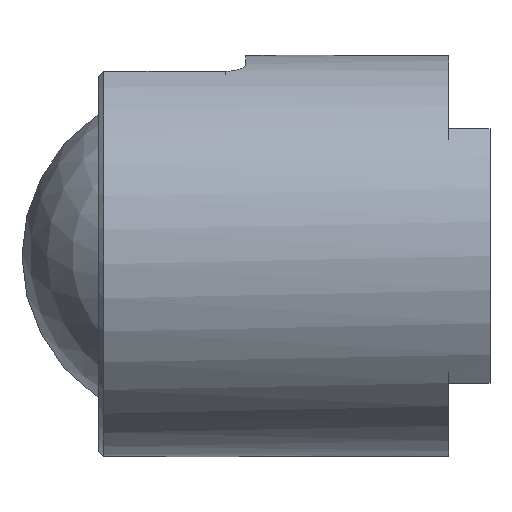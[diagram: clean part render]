
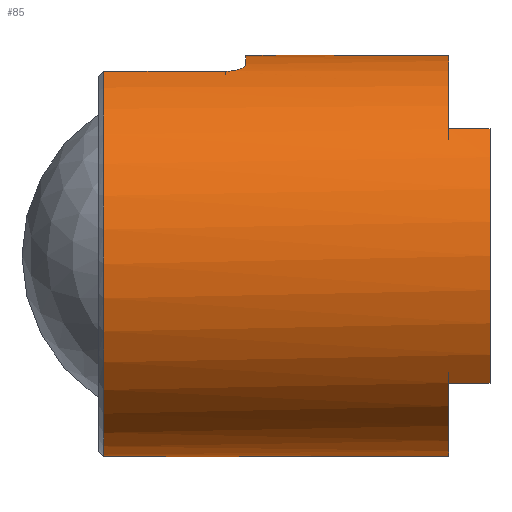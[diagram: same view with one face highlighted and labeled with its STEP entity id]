
A CAD part, left-side view. The second image highlights one B-rep face of the part: STEP entity #85.
In plain terms, the highlighted cylindrical face has radius 19.5 mm (diameter 39 mm), a full revolution.
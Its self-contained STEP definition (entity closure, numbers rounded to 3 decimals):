
#85 = ADVANCED_FACE( '', ( #129, #130 ), #131, .T. );
#129 = FACE_OUTER_BOUND( '', #197, .T. );
#130 = FACE_OUTER_BOUND( '', #198, .T. );
#131 = CYLINDRICAL_SURFACE( '', #199, 19.5 );
#197 = EDGE_LOOP( '', ( #306, #307, #308, #309, #310, #311, #312, #313 ) );
#198 = EDGE_LOOP( '', ( #314, #315, #316, #317, #318, #319 ) );
#199 = AXIS2_PLACEMENT_3D( '', #320, #321, #322 );
#306 = ORIENTED_EDGE( '', *, *, #466, .F. );
#307 = ORIENTED_EDGE( '', *, *, #467, .F. );
#308 = ORIENTED_EDGE( '', *, *, #468, .F. );
#309 = ORIENTED_EDGE( '', *, *, #464, .F. );
#310 = ORIENTED_EDGE( '', *, *, #469, .F. );
#311 = ORIENTED_EDGE( '', *, *, #470, .F. );
#312 = ORIENTED_EDGE( '', *, *, #471, .F. );
#313 = ORIENTED_EDGE( '', *, *, #472, .F. );
#314 = ORIENTED_EDGE( '', *, *, #449, .T. );
#315 = ORIENTED_EDGE( '', *, *, #473, .T. );
#316 = ORIENTED_EDGE( '', *, *, #437, .T. );
#317 = ORIENTED_EDGE( '', *, *, #474, .T. );
#318 = ORIENTED_EDGE( '', *, *, #444, .F. );
#319 = ORIENTED_EDGE( '', *, *, #475, .T. );
#320 = CARTESIAN_POINT( '', ( 0., -4., 0. ) );
#321 = DIRECTION( '', ( 0., 1., 0. ) );
#322 = DIRECTION( '', ( 0., 0., -1. ) );
#437 = EDGE_CURVE( '', #495, #496, #497, .T. );
#444 = EDGE_CURVE( '', #508, #510, #511, .T. );
#449 = EDGE_CURVE( '', #520, #518, #521, .T. );
#464 = EDGE_CURVE( '', #547, #549, #550, .T. );
#466 = EDGE_CURVE( '', #552, #553, #554, .T. );
#467 = EDGE_CURVE( '', #555, #552, #556, .T. );
#468 = EDGE_CURVE( '', #549, #555, #557, .F. );
#469 = EDGE_CURVE( '', #558, #547, #559, .T. );
#470 = EDGE_CURVE( '', #560, #558, #561, .T. );
#471 = EDGE_CURVE( '', #562, #560, #563, .F. );
#472 = EDGE_CURVE( '', #553, #562, #564, .T. );
#473 = EDGE_CURVE( '', #518, #495, #565, .T. );
#474 = EDGE_CURVE( '', #496, #510, #566, .T. );
#475 = EDGE_CURVE( '', #508, #520, #567, .T. );
#495 = VERTEX_POINT( '', #661 );
#496 = VERTEX_POINT( '', #662 );
#497 = LINE( '', #663, #664 );
#508 = VERTEX_POINT( '', #680 );
#510 = VERTEX_POINT( '', #683 );
#511 = LINE( '', #684, #685 );
#518 = VERTEX_POINT( '', #694 );
#520 = VERTEX_POINT( '', #697 );
#521 = CIRCLE( '', #698, 19.5 );
#547 = VERTEX_POINT( '', #729 );
#549 = VERTEX_POINT( '', #732 );
#550 = CIRCLE( '', #733, 19.5 );
#552 = VERTEX_POINT( '', #736 );
#553 = VERTEX_POINT( '', #737 );
#554 = LINE( '', #738, #739 );
#555 = VERTEX_POINT( '', #740 );
#556 = CIRCLE( '', #741, 19.5 );
#557 = LINE( '', #742, #743 );
#558 = VERTEX_POINT( '', #744 );
#559 = LINE( '', #745, #746 );
#560 = VERTEX_POINT( '', #747 );
#561 = CIRCLE( '', #748, 19.5 );
#562 = VERTEX_POINT( '', #749 );
#563 = LINE( '', #750, #751 );
#564 = CIRCLE( '', #752, 19.5 );
#565 = B_SPLINE_CURVE_WITH_KNOTS( '', 3, ( #753, #754, #755, #756, #757, #758, #759, #760, #761, #762, #763, #764, #765, #766 ), .UNSPECIFIED., .F., .F., ( 4, 2, 2, 2, 2, 2, 4 ), ( 0., 0., 0.001, 0.001, 0.002, 0.002, 0.003 ), .UNSPECIFIED. );
#566 = CIRCLE( '', #767, 19.5 );
#567 = B_SPLINE_CURVE_WITH_KNOTS( '', 3, ( #768, #769, #770, #771, #772, #773, #774, #775, #776, #777, #778, #779, #780, #781 ), .UNSPECIFIED., .F., .F., ( 4, 2, 2, 2, 2, 2, 4 ), ( 0., 0., 0.001, 0.001, 0.002, 0.002, 0.003 ), .UNSPECIFIED. );
#661 = CARTESIAN_POINT( '', ( -7.654, 21.7, 17.935 ) );
#662 = CARTESIAN_POINT( '', ( -7.654, 33.5, 17.935 ) );
#663 = CARTESIAN_POINT( '', ( -7.654, 19.7, 17.935 ) );
#664 = VECTOR( '', #835, 1000. );
#680 = CARTESIAN_POINT( '', ( 17.938, 21.7, -7.647 ) );
#683 = CARTESIAN_POINT( '', ( 17.938, 33.5, -7.647 ) );
#684 = CARTESIAN_POINT( '', ( 17.938, 19.7, -7.647 ) );
#685 = VECTOR( '', #842, 1000. );
#694 = CARTESIAN_POINT( '', ( -5.774, 19.7, 18.625 ) );
#697 = CARTESIAN_POINT( '', ( 18.628, 19.7, -5.767 ) );
#698 = AXIS2_PLACEMENT_3D( '', #849, #850, #851 );
#729 = CARTESIAN_POINT( '', ( -15.1, -4., 12.339 ) );
#732 = CARTESIAN_POINT( '', ( -15.1, -4., -12.339 ) );
#733 = AXIS2_PLACEMENT_3D( '', #882, #883, #884 );
#736 = CARTESIAN_POINT( '', ( 15.1, 0., -12.339 ) );
#737 = CARTESIAN_POINT( '', ( 15.1, -4., -12.339 ) );
#738 = CARTESIAN_POINT( '', ( 15.1, -4., -12.339 ) );
#739 = VECTOR( '', #886, 1000. );
#740 = CARTESIAN_POINT( '', ( -15.1, 0., -12.339 ) );
#741 = AXIS2_PLACEMENT_3D( '', #887, #888, #889 );
#742 = CARTESIAN_POINT( '', ( -15.1, -4., -12.339 ) );
#743 = VECTOR( '', #890, 1000. );
#744 = CARTESIAN_POINT( '', ( -15.1, 0., 12.339 ) );
#745 = CARTESIAN_POINT( '', ( -15.1, -4., 12.339 ) );
#746 = VECTOR( '', #891, 1000. );
#747 = CARTESIAN_POINT( '', ( 15.1, 0., 12.339 ) );
#748 = AXIS2_PLACEMENT_3D( '', #892, #893, #894 );
#749 = CARTESIAN_POINT( '', ( 15.1, -4., 12.339 ) );
#750 = CARTESIAN_POINT( '', ( 15.1, -4., 12.339 ) );
#751 = VECTOR( '', #895, 1000. );
#752 = AXIS2_PLACEMENT_3D( '', #896, #897, #898 );
#753 = CARTESIAN_POINT( '', ( -5.774, 19.7, 18.625 ) );
#754 = CARTESIAN_POINT( '', ( -5.9, 19.7, 18.586 ) );
#755 = CARTESIAN_POINT( '', ( -6.024, 19.713, 18.547 ) );
#756 = CARTESIAN_POINT( '', ( -6.267, 19.763, 18.466 ) );
#757 = CARTESIAN_POINT( '', ( -6.387, 19.802, 18.425 ) );
#758 = CARTESIAN_POINT( '', ( -6.616, 19.902, 18.344 ) );
#759 = CARTESIAN_POINT( '', ( -6.724, 19.963, 18.304 ) );
#760 = CARTESIAN_POINT( '', ( -6.928, 20.108, 18.228 ) );
#761 = CARTESIAN_POINT( '', ( -7.024, 20.192, 18.191 ) );
#762 = CARTESIAN_POINT( '', ( -7.282, 20.468, 18.09 ) );
#763 = CARTESIAN_POINT( '', ( -7.42, 20.692, 18.033 ) );
#764 = CARTESIAN_POINT( '', ( -7.605, 21.173, 17.956 ) );
#765 = CARTESIAN_POINT( '', ( -7.654, 21.436, 17.935 ) );
#766 = CARTESIAN_POINT( '', ( -7.654, 21.7, 17.935 ) );
#767 = AXIS2_PLACEMENT_3D( '', #899, #900, #901 );
#768 = CARTESIAN_POINT( '', ( 17.938, 21.7, -7.647 ) );
#769 = CARTESIAN_POINT( '', ( 17.938, 21.568, -7.647 ) );
#770 = CARTESIAN_POINT( '', ( 17.943, 21.438, -7.635 ) );
#771 = CARTESIAN_POINT( '', ( 17.963, 21.182, -7.588 ) );
#772 = CARTESIAN_POINT( '', ( 17.978, 21.055, -7.553 ) );
#773 = CARTESIAN_POINT( '', ( 18.017, 20.813, -7.46 ) );
#774 = CARTESIAN_POINT( '', ( 18.04, 20.698, -7.403 ) );
#775 = CARTESIAN_POINT( '', ( 18.095, 20.48, -7.269 ) );
#776 = CARTESIAN_POINT( '', ( 18.126, 20.377, -7.19 ) );
#777 = CARTESIAN_POINT( '', ( 18.227, 20.101, -6.932 ) );
#778 = CARTESIAN_POINT( '', ( 18.306, 19.952, -6.723 ) );
#779 = CARTESIAN_POINT( '', ( 18.466, 19.753, -6.269 ) );
#780 = CARTESIAN_POINT( '', ( 18.55, 19.7, -6.02 ) );
#781 = CARTESIAN_POINT( '', ( 18.628, 19.7, -5.767 ) );
#835 = DIRECTION( '', ( 0., 1., 0. ) );
#842 = DIRECTION( '', ( 0., 1., 0. ) );
#849 = CARTESIAN_POINT( '', ( 0., 19.7, 0. ) );
#850 = DIRECTION( '', ( 0., -1., 0. ) );
#851 = DIRECTION( '', ( 0., 0., -1. ) );
#882 = CARTESIAN_POINT( '', ( 0., -4., 0. ) );
#883 = DIRECTION( '', ( 0., -1., 0. ) );
#884 = DIRECTION( '', ( 0., 0., -1. ) );
#886 = DIRECTION( '', ( 0., -1., 0. ) );
#887 = CARTESIAN_POINT( '', ( 0., 0., 0. ) );
#888 = DIRECTION( '', ( 0., -1., 0. ) );
#889 = DIRECTION( '', ( 0., 0., -1. ) );
#890 = DIRECTION( '', ( 0., -1., 0. ) );
#891 = DIRECTION( '', ( 0., -1., 0. ) );
#892 = CARTESIAN_POINT( '', ( 0., 0., 0. ) );
#893 = DIRECTION( '', ( 0., -1., 0. ) );
#894 = DIRECTION( '', ( 0., 0., -1. ) );
#895 = DIRECTION( '', ( 0., -1., 0. ) );
#896 = CARTESIAN_POINT( '', ( 0., -4., 0. ) );
#897 = DIRECTION( '', ( 0., -1., 0. ) );
#898 = DIRECTION( '', ( 0., 0., -1. ) );
#899 = CARTESIAN_POINT( '', ( 0., 33.5, 0. ) );
#900 = DIRECTION( '', ( 0., -1., 0. ) );
#901 = DIRECTION( '', ( 0., 0., -1. ) );
